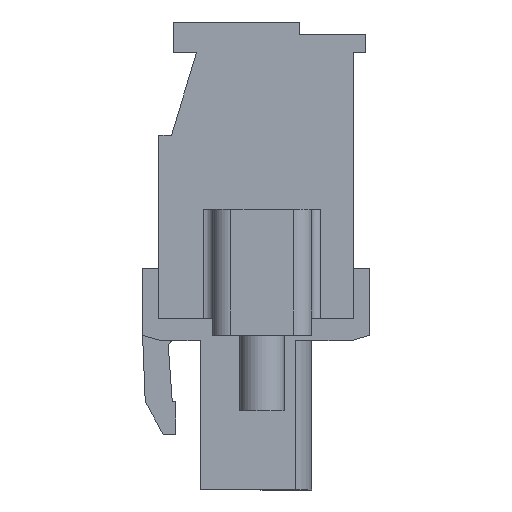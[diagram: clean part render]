
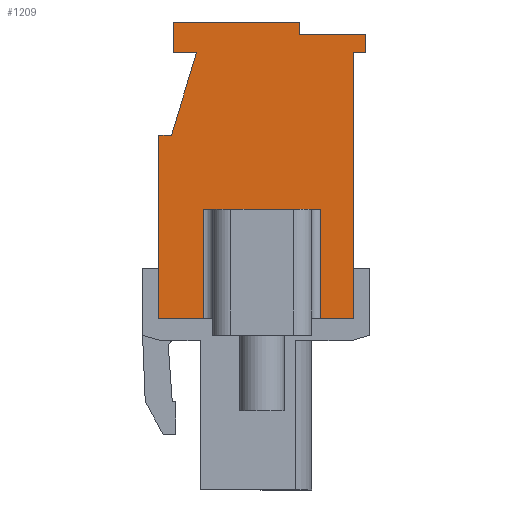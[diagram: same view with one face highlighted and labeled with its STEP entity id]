
A CAD part, left-side view. The second image highlights one B-rep face of the part: STEP entity #1209.
In plain terms, the highlighted planar face has unit normal (-1, 0, 0).
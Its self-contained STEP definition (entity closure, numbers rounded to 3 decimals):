
#1209 = ADVANCED_FACE( '', ( #2779 ), #2780, .T. );
#2779 = FACE_OUTER_BOUND( '', #4838, .T. );
#2780 = PLANE( '', #4839 );
#4838 = EDGE_LOOP( '', ( #7908, #7909, #7910, #7911, #7912, #7913, #7914, #7915, #7916, #7917, #7918, #7919, #7920, #7921, #7922, #7923 ) );
#4839 = AXIS2_PLACEMENT_3D( '', #7924, #7925, #7926 );
#7908 = ORIENTED_EDGE( '', *, *, #12546, .T. );
#7909 = ORIENTED_EDGE( '', *, *, #13388, .T. );
#7910 = ORIENTED_EDGE( '', *, *, #13389, .T. );
#7911 = ORIENTED_EDGE( '', *, *, #13390, .F. );
#7912 = ORIENTED_EDGE( '', *, *, #13391, .T. );
#7913 = ORIENTED_EDGE( '', *, *, #13392, .T. );
#7914 = ORIENTED_EDGE( '', *, *, #13393, .T. );
#7915 = ORIENTED_EDGE( '', *, *, #13394, .T. );
#7916 = ORIENTED_EDGE( '', *, *, #13395, .T. );
#7917 = ORIENTED_EDGE( '', *, *, #13396, .T. );
#7918 = ORIENTED_EDGE( '', *, *, #12846, .T. );
#7919 = ORIENTED_EDGE( '', *, *, #12625, .T. );
#7920 = ORIENTED_EDGE( '', *, *, #13397, .T. );
#7921 = ORIENTED_EDGE( '', *, *, #13398, .T. );
#7922 = ORIENTED_EDGE( '', *, *, #13399, .T. );
#7923 = ORIENTED_EDGE( '', *, *, #13400, .T. );
#7924 = CARTESIAN_POINT( '', ( 0., 0., 0. ) );
#7925 = DIRECTION( '', ( -1., 0., 0. ) );
#7926 = DIRECTION( '', ( 0., -1., 0. ) );
#12546 = EDGE_CURVE( '', #15017, #15015, #15018, .T. );
#12625 = EDGE_CURVE( '', #15161, #15162, #15163, .T. );
#12846 = EDGE_CURVE( '', #15554, #15161, #15555, .T. );
#13388 = EDGE_CURVE( '', #15015, #16465, #16466, .T. );
#13389 = EDGE_CURVE( '', #16465, #16467, #16468, .F. );
#13390 = EDGE_CURVE( '', #16469, #16467, #16470, .T. );
#13391 = EDGE_CURVE( '', #16469, #16471, #16472, .F. );
#13392 = EDGE_CURVE( '', #16471, #16473, #16474, .T. );
#13393 = EDGE_CURVE( '', #16473, #16475, #16476, .T. );
#13394 = EDGE_CURVE( '', #16475, #16477, #16478, .T. );
#13395 = EDGE_CURVE( '', #16477, #16479, #16480, .T. );
#13396 = EDGE_CURVE( '', #16479, #15554, #16481, .T. );
#13397 = EDGE_CURVE( '', #15162, #16482, #16483, .T. );
#13398 = EDGE_CURVE( '', #16482, #16484, #16485, .T. );
#13399 = EDGE_CURVE( '', #16484, #16486, #16487, .T. );
#13400 = EDGE_CURVE( '', #16486, #15017, #16488, .T. );
#15015 = VERTEX_POINT( '', #18633 );
#15017 = VERTEX_POINT( '', #18636 );
#15018 = LINE( '', #18637, #18638 );
#15161 = VERTEX_POINT( '', #18841 );
#15162 = VERTEX_POINT( '', #18842 );
#15163 = LINE( '', #18843, #18844 );
#15554 = VERTEX_POINT( '', #19408 );
#15555 = LINE( '', #19409, #19410 );
#16465 = VERTEX_POINT( '', #20741 );
#16466 = LINE( '', #20742, #20743 );
#16467 = VERTEX_POINT( '', #20744 );
#16468 = LINE( '', #20745, #20746 );
#16469 = VERTEX_POINT( '', #20747 );
#16470 = LINE( '', #20748, #20749 );
#16471 = VERTEX_POINT( '', #20750 );
#16472 = LINE( '', #20751, #20752 );
#16473 = VERTEX_POINT( '', #20753 );
#16474 = LINE( '', #20754, #20755 );
#16475 = VERTEX_POINT( '', #20756 );
#16476 = LINE( '', #20757, #20758 );
#16477 = VERTEX_POINT( '', #20759 );
#16478 = LINE( '', #20760, #20761 );
#16479 = VERTEX_POINT( '', #20762 );
#16480 = LINE( '', #20763, #20764 );
#16481 = LINE( '', #20765, #20766 );
#16482 = VERTEX_POINT( '', #20767 );
#16483 = LINE( '', #20768, #20769 );
#16484 = VERTEX_POINT( '', #20770 );
#16485 = LINE( '', #20771, #20772 );
#16486 = VERTEX_POINT( '', #20773 );
#16487 = LINE( '', #20774, #20775 );
#16488 = LINE( '', #20776, #20777 );
#18633 = CARTESIAN_POINT( '', ( 0., 10.8, 0.9 ) );
#18636 = CARTESIAN_POINT( '', ( 0., 10.8, 11.1 ) );
#18637 = CARTESIAN_POINT( '', ( 0., 10.8, 11.1 ) );
#18638 = VECTOR( '', #23613, 1000. );
#18841 = CARTESIAN_POINT( '', ( 0., 3., 17.4 ) );
#18842 = CARTESIAN_POINT( '', ( 0., 10., 17.4 ) );
#18843 = CARTESIAN_POINT( '', ( 0., 3., 17.4 ) );
#18844 = VECTOR( '', #23695, 1000. );
#19408 = CARTESIAN_POINT( '', ( 0., 3., 16.7 ) );
#19409 = CARTESIAN_POINT( '', ( 0., 3., 16.7 ) );
#19410 = VECTOR( '', #23904, 1000. );
#20741 = CARTESIAN_POINT( '', ( 0., 8.3, 0.9 ) );
#20742 = CARTESIAN_POINT( '', ( 0., 0., 0.9 ) );
#20743 = VECTOR( '', #24419, 1000. );
#20744 = CARTESIAN_POINT( '', ( 0., 8.3, 7. ) );
#20745 = CARTESIAN_POINT( '', ( 0., 8.3, 0. ) );
#20746 = VECTOR( '', #24420, 1000. );
#20747 = CARTESIAN_POINT( '', ( 0., 1.8, 7. ) );
#20748 = CARTESIAN_POINT( '', ( 0., 2.3, 7. ) );
#20749 = VECTOR( '', #24421, 1000. );
#20750 = CARTESIAN_POINT( '', ( 0., 1.8, 0.9 ) );
#20751 = CARTESIAN_POINT( '', ( 0., 1.8, 0. ) );
#20752 = VECTOR( '', #24422, 1000. );
#20753 = CARTESIAN_POINT( '', ( 0., 0., 0.9 ) );
#20754 = CARTESIAN_POINT( '', ( 0., 0., 0.9 ) );
#20755 = VECTOR( '', #24423, 1000. );
#20756 = CARTESIAN_POINT( '', ( 0., 0., 15.7 ) );
#20757 = CARTESIAN_POINT( '', ( 0., 0., 0. ) );
#20758 = VECTOR( '', #24424, 1000. );
#20759 = CARTESIAN_POINT( '', ( 0., -0.7, 15.7 ) );
#20760 = CARTESIAN_POINT( '', ( 0., 0., 15.7 ) );
#20761 = VECTOR( '', #24425, 1000. );
#20762 = CARTESIAN_POINT( '', ( 0., -0.7, 16.7 ) );
#20763 = CARTESIAN_POINT( '', ( 0., -0.7, 15.7 ) );
#20764 = VECTOR( '', #24426, 1000. );
#20765 = CARTESIAN_POINT( '', ( 0., -0.7, 16.7 ) );
#20766 = VECTOR( '', #24427, 1000. );
#20767 = CARTESIAN_POINT( '', ( 0., 10., 15.7 ) );
#20768 = CARTESIAN_POINT( '', ( 0., 10., 17.4 ) );
#20769 = VECTOR( '', #24428, 1000. );
#20770 = CARTESIAN_POINT( '', ( 0., 8.7, 15.7 ) );
#20771 = CARTESIAN_POINT( '', ( 0., 10., 15.7 ) );
#20772 = VECTOR( '', #24429, 1000. );
#20773 = CARTESIAN_POINT( '', ( 0., 10.1, 11.1 ) );
#20774 = CARTESIAN_POINT( '', ( 0., 8.7, 15.7 ) );
#20775 = VECTOR( '', #24430, 1000. );
#20776 = CARTESIAN_POINT( '', ( 0., 10.1, 11.1 ) );
#20777 = VECTOR( '', #24431, 1000. );
#23613 = DIRECTION( '', ( 0., 0., -1. ) );
#23695 = DIRECTION( '', ( 0., 1., 0. ) );
#23904 = DIRECTION( '', ( 0., 0., 1. ) );
#24419 = DIRECTION( '', ( 0., -1., 0. ) );
#24420 = DIRECTION( '', ( 0., 0., -1. ) );
#24421 = DIRECTION( '', ( 0., 1., 0. ) );
#24422 = DIRECTION( '', ( 0., 0., 1. ) );
#24423 = DIRECTION( '', ( 0., -1., 0. ) );
#24424 = DIRECTION( '', ( 0., 0., 1. ) );
#24425 = DIRECTION( '', ( 0., -1., 0. ) );
#24426 = DIRECTION( '', ( 0., 0., 1. ) );
#24427 = DIRECTION( '', ( 0., 1., 0. ) );
#24428 = DIRECTION( '', ( 0., 0., -1. ) );
#24429 = DIRECTION( '', ( 0., -1., 0. ) );
#24430 = DIRECTION( '', ( 0., 0.291, -0.957 ) );
#24431 = DIRECTION( '', ( 0., 1., 0. ) );
